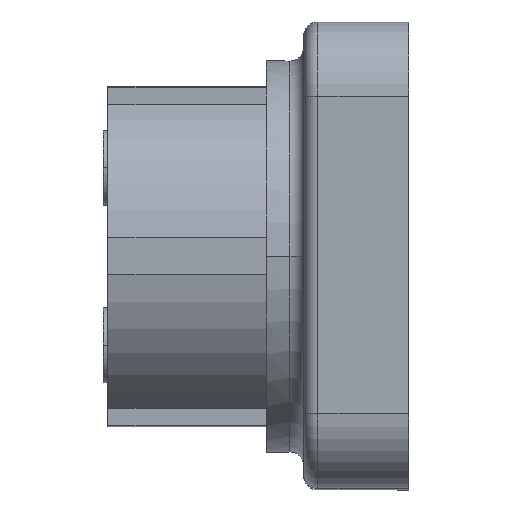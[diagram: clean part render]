
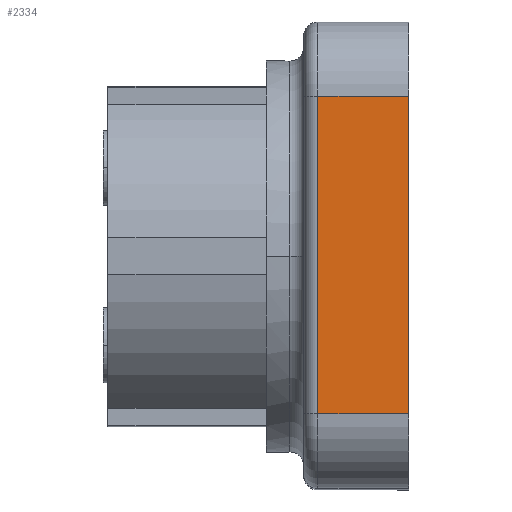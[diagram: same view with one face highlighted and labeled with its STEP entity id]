
A CAD part, top view. The second image highlights one B-rep face of the part: STEP entity #2334.
In plain terms, the highlighted planar face has unit normal (0, 0, 1).
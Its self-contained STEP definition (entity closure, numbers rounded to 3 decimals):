
#4 = DIRECTION ( 'NONE',  ( 0., -1., 0. ) ) ;
#407 = DIRECTION ( 'NONE',  ( 1., 0., 0. ) ) ;
#825 = AXIS2_PLACEMENT_3D ( 'NONE', #3713, #7122, #407 ) ;
#959 = PLANE ( 'NONE',  #825 ) ;
#1241 = ORIENTED_EDGE ( 'NONE', *, *, #5942, .T. ) ;
#1561 = VERTEX_POINT ( 'NONE', #3665 ) ;
#1796 = LINE ( 'NONE', #4001, #3552 ) ;
#1836 = VECTOR ( 'NONE', #4712, 1000. ) ;
#1930 = VECTOR ( 'NONE', #5629, 1000. ) ;
#2092 = CARTESIAN_POINT ( 'NONE',  ( -6.5, 17., 92. ) ) ;
#2290 = LINE ( 'NONE', #2363, #4700 ) ;
#2334 = ADVANCED_FACE ( 'NONE', ( #3309 ), #959, .T. ) ;
#2363 = CARTESIAN_POINT ( 'NONE',  ( -6.5, 17., 92. ) ) ;
#2474 = CARTESIAN_POINT ( 'NONE',  ( -6.5, -17., 92. ) ) ;
#2567 = EDGE_CURVE ( 'NONE', #2750, #7208, #2290, .T. ) ;
#2750 = VERTEX_POINT ( 'NONE', #2092 ) ;
#2783 = CARTESIAN_POINT ( 'NONE',  ( 3.255, 17., 92. ) ) ;
#3124 = CARTESIAN_POINT ( 'NONE',  ( 3.255, -17., 92. ) ) ;
#3309 = FACE_OUTER_BOUND ( 'NONE', #6032, .T. ) ;
#3552 = VECTOR ( 'NONE', #5578, 1000. ) ;
#3665 = CARTESIAN_POINT ( 'NONE',  ( 3.255, 17., 92. ) ) ;
#3713 = CARTESIAN_POINT ( 'NONE',  ( -8., 17., 92. ) ) ;
#4001 = CARTESIAN_POINT ( 'NONE',  ( -8., 17., 92. ) ) ;
#4162 = CARTESIAN_POINT ( 'NONE',  ( -8., -17., 92. ) ) ;
#4279 = EDGE_CURVE ( 'NONE', #2750, #1561, #1796, .T. ) ;
#4700 = VECTOR ( 'NONE', #4, 1000. ) ;
#4712 = DIRECTION ( 'NONE',  ( 1., 0., 0. ) ) ;
#4876 = ORIENTED_EDGE ( 'NONE', *, *, #2567, .T. ) ;
#5120 = EDGE_CURVE ( 'NONE', #1561, #6527, #6775, .T. ) ;
#5578 = DIRECTION ( 'NONE',  ( 1., 0., 0. ) ) ;
#5629 = DIRECTION ( 'NONE',  ( 0., -1., 0. ) ) ;
#5718 = ORIENTED_EDGE ( 'NONE', *, *, #4279, .F. ) ;
#5942 = EDGE_CURVE ( 'NONE', #7208, #6527, #6394, .T. ) ;
#6032 = EDGE_LOOP ( 'NONE', ( #5718, #4876, #1241, #6682 ) ) ;
#6394 = LINE ( 'NONE', #4162, #1836 ) ;
#6527 = VERTEX_POINT ( 'NONE', #3124 ) ;
#6682 = ORIENTED_EDGE ( 'NONE', *, *, #5120, .F. ) ;
#6775 = LINE ( 'NONE', #2783, #1930 ) ;
#7122 = DIRECTION ( 'NONE',  ( 0., 0., 1. ) ) ;
#7208 = VERTEX_POINT ( 'NONE', #2474 ) ;
